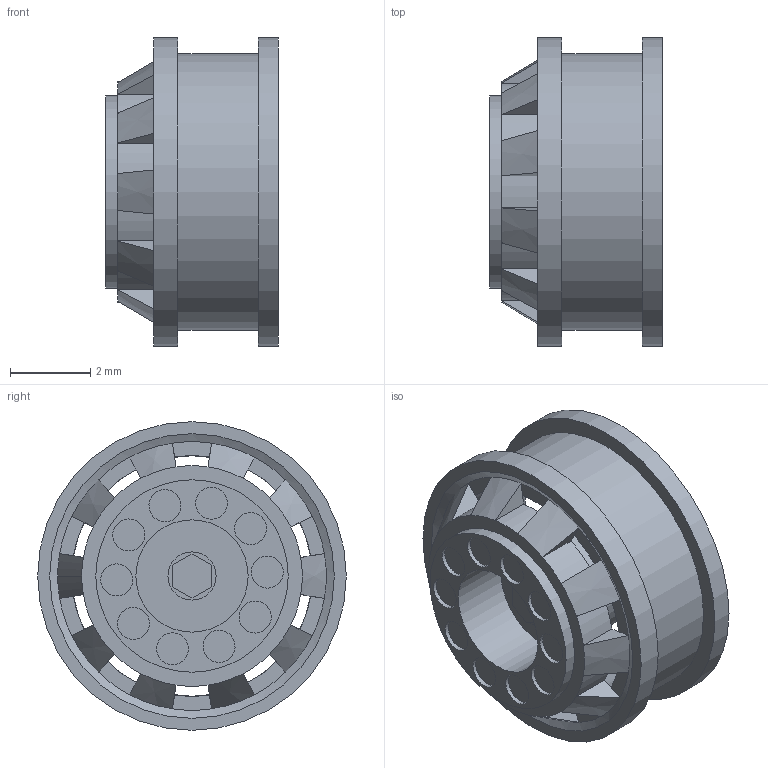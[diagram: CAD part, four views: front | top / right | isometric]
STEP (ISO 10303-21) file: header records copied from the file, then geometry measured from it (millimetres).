
FILE_DESCRIPTION(('FreeCAD Model'),'2;1');
FILE_NAME('Gente-Avant.step','2016-01-23T10:33:19',('Almisuifre'),(''), 'Open CASCADE STEP processor 6.8','FreeCAD','Unknown');
FILE_SCHEMA(('AUTOMOTIVE_DESIGN_CC2 { 1 2 10303 214 -1 1 5 4 }'));
Length unit declared in the file: millimetre
Products named in the file (2): ASSEMBLY; PolarPattern001
Assembly tree (1 placements, depth 2):
  ASSEMBLY
    PolarPattern001
Bounding box: 4.3 x 7.7 x 7.7 mm (x, y, z)
Volume: 76.5 mm3; surface area: 304.8 mm2
Topology: 1 solids, 1 shells, 100 faces, 232 edges, 134 vertices
Faces by surface type: plane 58, cylinder 29, cone 13
Full cylindrical faces by diameter (mm): 0.8 x10, 1 x1, 1.2 x1, 2.8 x1, 3 x1, 4.8 x1, 6 x1, 6.9 x1, 7.7 x2
Entity records: 6020 total; most frequent: CARTESIAN_POINT 1278, DIRECTION 921, ORIENTED_EDGE 464, PCURVE 464, DEFINITIONAL_REPRESENTATION 464, LINE 444, VECTOR 444, EDGE_CURVE 232
